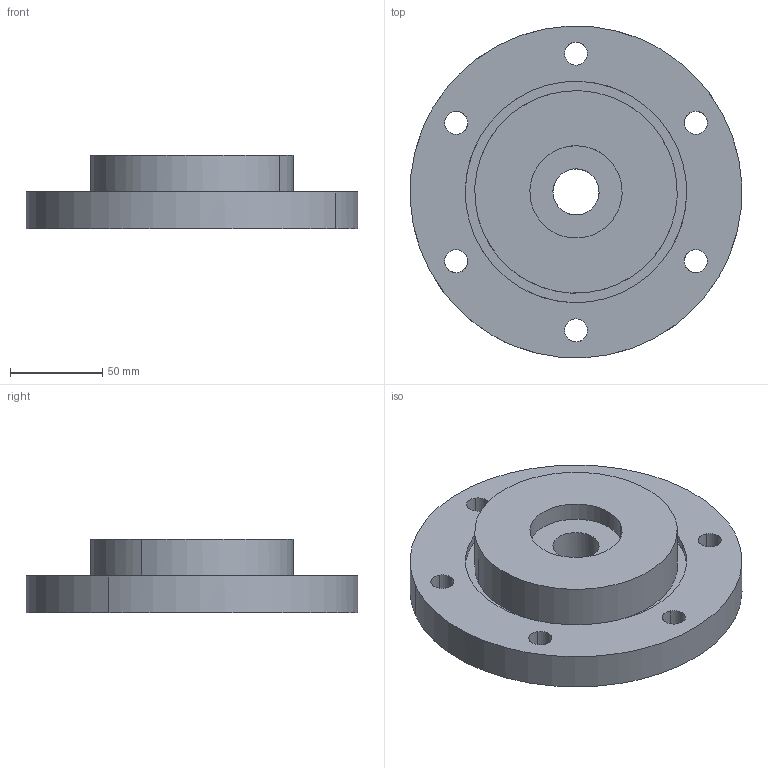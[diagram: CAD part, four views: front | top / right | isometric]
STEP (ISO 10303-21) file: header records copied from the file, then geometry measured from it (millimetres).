
FILE_DESCRIPTION (( 'STEP AP203' ), '1' );
FILE_NAME ('686-08 tapa inferior distribuidor.STEP', '2021-07-21T20:04:43', ( '' ), ( '' ), 'SwSTEP 2.0', 'SolidWorks 2018', '' );
FILE_SCHEMA (( 'CONFIG_CONTROL_DESIGN' ));
Length unit declared in the file: millimetre
Products named in the file (1): 686-08 tapa inferior distribuidor
Bounding box: 179.79 x 179.79 x 40 mm (x, y, z)
Volume: 643190.9 mm3; surface area: 78185.9 mm2
Topology: 1 solids, 1 shells, 27 faces, 110 edges, 88 vertices
Faces by surface type: bspline 27
Entity records: 2721 total; most frequent: CARTESIAN_POINT 2001, ORIENTED_EDGE 220, EDGE_CURVE 110, B_SPLINE_CURVE_WITH_KNOTS 98, VERTEX_POINT 88, EDGE_LOOP 44, FACE_OUTER_BOUND 27, ADVANCED_FACE 27
